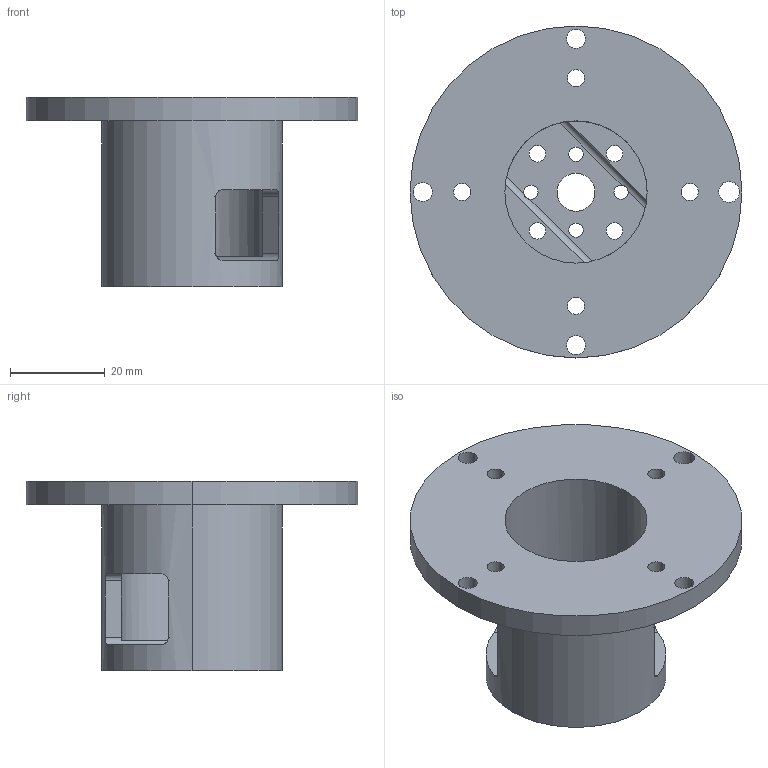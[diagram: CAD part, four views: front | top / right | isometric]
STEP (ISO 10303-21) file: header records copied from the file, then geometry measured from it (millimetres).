
FILE_DESCRIPTION (( 'STEP AP214' ), '1' );
FILE_NAME ('14.萇儂盓殤.STEP', '2025-09-22T12:43:36', ( '' ), ( '' ), 'SwSTEP 2.0', 'SolidWorks 2023', '' );
FILE_SCHEMA (( 'AUTOMOTIVE_DESIGN' ));
Length unit declared in the file: millimetre
Products named in the file (1): 14.电机支架
Bounding box: 70 x 70 x 40 mm (x, y, z)
Volume: 30330.9 mm3; surface area: 16347.5 mm2
Topology: 1 solids, 1 shells, 75 faces, 222 edges, 148 vertices
Faces by surface type: cylinder 50, plane 25
Entity records: 2811 total; most frequent: CARTESIAN_POINT 640, DIRECTION 454, ORIENTED_EDGE 444, EDGE_CURVE 222, AXIS2_PLACEMENT_3D 174, VERTEX_POINT 148, EDGE_LOOP 112, VECTOR 106
